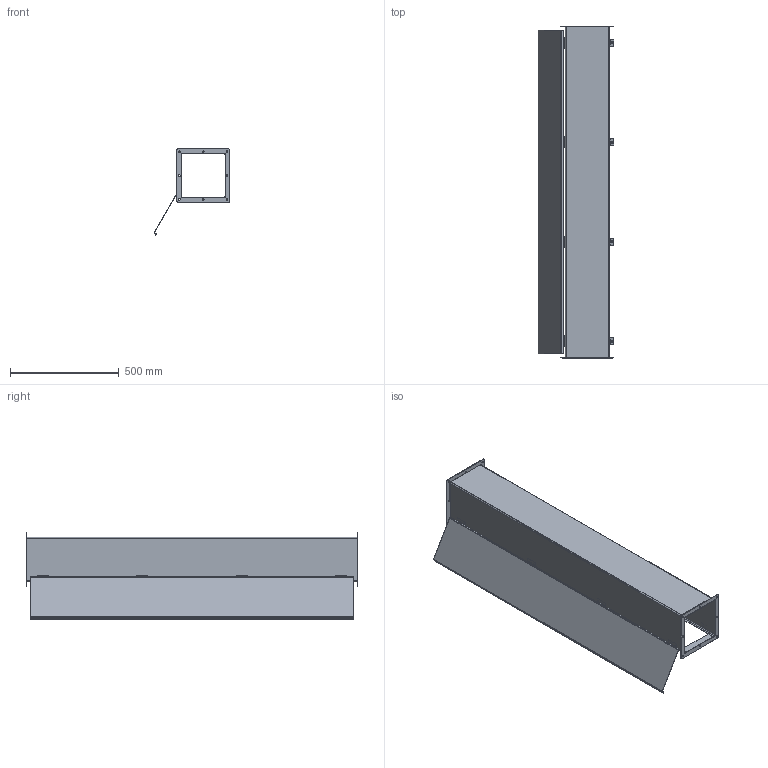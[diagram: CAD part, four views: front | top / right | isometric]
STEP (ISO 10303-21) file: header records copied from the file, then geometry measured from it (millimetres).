
FILE_DESCRIPTION(/* description */ ('JW, BTB, CRS, 60X8X8'),/* implementation_level */ '2;1');
FILE_NAME(/* name */ 'JW85 opened.iam.stp',/* time_stamp */ '2014-09-23T15:11:33-06:00',/* author */ ('tkorenak'),/* organization */ (''),/* preprocessor_version */ 'ST-DEVELOPER v15.2',/* originating_system */ 'Autodesk Inventor 2014',/* authorisation */ '');
FILE_SCHEMA (('AUTOMOTIVE_DESIGN { 1 0 10303 214 3 1 1 }'));
Length unit declared in the file: inch
Products named in the file (10): JW85_BTB; JW8_RING; JW85_LID; JW8_SPC; H6050139T; H6050139L; H6050139P; H6050139; C1001; JW85 opened
Bounding box: 348.31 x 1524 x 395.38 mm (x, y, z)
Volume: 2620179.5 mm3; surface area: 2769639.3 mm2
Topology: 22 solids, 22 shells, 316 faces, 756 edges, 484 vertices
Faces by surface type: plane 206, cylinder 106, cone 4
Full cylindrical faces by diameter (mm): 3.048 x4, 3.302 x16, 4.978 x4, 7.144 x16, 8.738 x4
Entity records: 4384 total; most frequent: DIRECTION 752, CARTESIAN_POINT 691, ORIENTED_EDGE 632, EDGE_CURVE 316, AXIS2_PLACEMENT_3D 263, LINE 226, VECTOR 226, VERTEX_POINT 202
